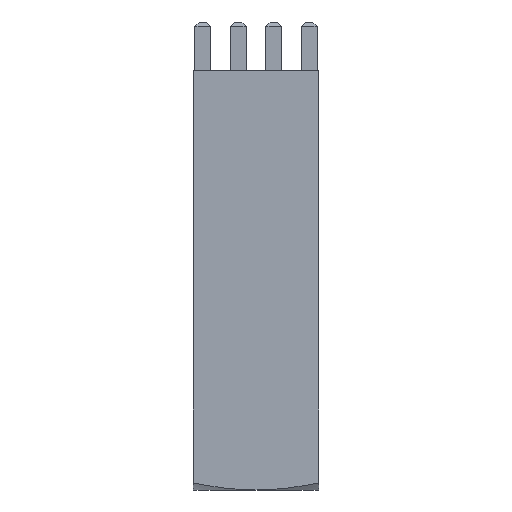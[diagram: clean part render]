
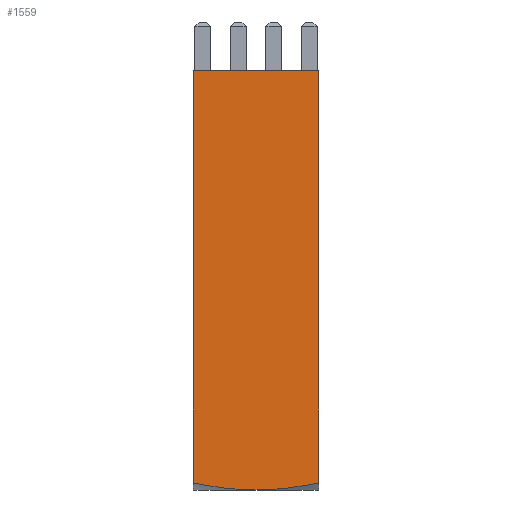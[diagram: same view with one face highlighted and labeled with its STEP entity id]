
A CAD part, left-side view. The second image highlights one B-rep face of the part: STEP entity #1559.
In plain terms, the highlighted planar face has unit normal (-1, 0, 0).
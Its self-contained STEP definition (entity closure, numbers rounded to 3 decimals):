
#514 = EDGE_CURVE ( 'NONE', #2780, #2829, #905, .T. ) ;
#517 = EDGE_CURVE ( 'NONE', #2852, #2829, #2454, .T. ) ;
#518 = EDGE_CURVE ( 'NONE', #2777, #2847, #922, .T. ) ;
#521 = EDGE_CURVE ( 'NONE', #2847, #2852, #2456, .T. ) ;
#905 = LINE ( 'NONE', #909, #3027 ) ;
#909 = CARTESIAN_POINT ( 'NONE',  ( -4.5, -4.5, 30. ) ) ;
#911 = DIRECTION ( 'NONE',  ( 0., 0., -1. ) ) ;
#912 = CARTESIAN_POINT ( 'NONE',  ( -4.5, -0.753, 0. ) ) ;
#919 = CARTESIAN_POINT ( 'NONE',  ( -4.5, 0., 0. ) ) ;
#922 = LINE ( 'NONE', #923, #3028 ) ;
#923 = CARTESIAN_POINT ( 'NONE',  ( -4.5, 4.5, 30. ) ) ;
#924 = CARTESIAN_POINT ( 'NONE',  ( -4.5, -1.504, 0.053 ) ) ;
#925 = CARTESIAN_POINT ( 'NONE',  ( -4.5, -3.004, 0.233 ) ) ;
#926 = CARTESIAN_POINT ( 'NONE',  ( -4.5, -3.755, 0.358 ) ) ;
#927 = CARTESIAN_POINT ( 'NONE',  ( -4.5, -4.5, 0.499 ) ) ;
#929 = DIRECTION ( 'NONE',  ( 0., 0., -1. ) ) ;
#936 = CARTESIAN_POINT ( 'NONE',  ( -4.5, 3.757, 0.359 ) ) ;
#937 = CARTESIAN_POINT ( 'NONE',  ( -4.5, 4.5, 0.499 ) ) ;
#944 = CARTESIAN_POINT ( 'NONE',  ( -4.5, 3.01, 0.234 ) ) ;
#945 = CARTESIAN_POINT ( 'NONE',  ( -4.5, 1.503, 0.053 ) ) ;
#946 = CARTESIAN_POINT ( 'NONE',  ( -4.5, 0.751, 0. ) ) ;
#947 = CARTESIAN_POINT ( 'NONE',  ( -4.5, 0., 0. ) ) ;
#1514 = AXIS2_PLACEMENT_3D ( 'NONE', #3765, #3771, #3772 ) ;
#1559 = ADVANCED_FACE ( 'NONE', ( #3767 ), #3768, .F. ) ;
#1615 = EDGE_CURVE ( 'NONE', #2777, #2780, #3156, .T. ) ;
#2454 = B_SPLINE_CURVE_WITH_KNOTS ( 'NONE', 3,
 ( #919, #912, #924, #925, #926, #927 ),
 .UNSPECIFIED., .F., .F.,
 ( 4, 2, 4 ),
 ( 0.019, 0.022, 0.024 ),
 .UNSPECIFIED. ) ;
#2456 = B_SPLINE_CURVE_WITH_KNOTS ( 'NONE', 3,
 ( #937, #936, #944, #945, #946, #947 ),
 .UNSPECIFIED., .F., .F.,
 ( 4, 2, 4 ),
 ( 0.015, 0.017, 0.019 ),
 .UNSPECIFIED. ) ;
#2597 = ORIENTED_EDGE ( 'NONE', *, *, #1615, .F. ) ;
#2598 = ORIENTED_EDGE ( 'NONE', *, *, #514, .F. ) ;
#2599 = ORIENTED_EDGE ( 'NONE', *, *, #517, .T. ) ;
#2600 = ORIENTED_EDGE ( 'NONE', *, *, #521, .T. ) ;
#2601 = ORIENTED_EDGE ( 'NONE', *, *, #518, .T. ) ;
#2777 = VERTEX_POINT ( 'NONE', #3918 ) ;
#2780 = VERTEX_POINT ( 'NONE', #3921 ) ;
#2829 = VERTEX_POINT ( 'NONE', #3970 ) ;
#2847 = VERTEX_POINT ( 'NONE', #3988 ) ;
#2852 = VERTEX_POINT ( 'NONE', #3993 ) ;
#2888 = VECTOR ( 'NONE', #3171, 1000. ) ;
#3027 = VECTOR ( 'NONE', #911, 1000. ) ;
#3028 = VECTOR ( 'NONE', #929, 1000. ) ;
#3156 = LINE ( 'NONE', #3170, #2888 ) ;
#3170 = CARTESIAN_POINT ( 'NONE',  ( -4.5, -4.5, 30. ) ) ;
#3171 = DIRECTION ( 'NONE',  ( 0., -1., 0. ) ) ;
#3510 = EDGE_LOOP ( 'NONE', ( #2601, #2600, #2599, #2598, #2597 ) ) ;
#3765 = CARTESIAN_POINT ( 'NONE',  ( -4.5, -4.5, 30. ) ) ;
#3767 = FACE_OUTER_BOUND ( 'NONE', #3510, .T. ) ;
#3768 = PLANE ( 'NONE',  #1514 ) ;
#3771 = DIRECTION ( 'NONE',  ( 1., 0., 0. ) ) ;
#3772 = DIRECTION ( 'NONE',  ( 0., 0., -1. ) ) ;
#3918 = CARTESIAN_POINT ( 'NONE',  ( -4.5, 4.5, 30. ) ) ;
#3921 = CARTESIAN_POINT ( 'NONE',  ( -4.5, -4.5, 30. ) ) ;
#3970 = CARTESIAN_POINT ( 'NONE',  ( -4.5, -4.5, 0.499 ) ) ;
#3988 = CARTESIAN_POINT ( 'NONE',  ( -4.5, 4.5, 0.499 ) ) ;
#3993 = CARTESIAN_POINT ( 'NONE',  ( -4.5, 0., 0. ) ) ;
